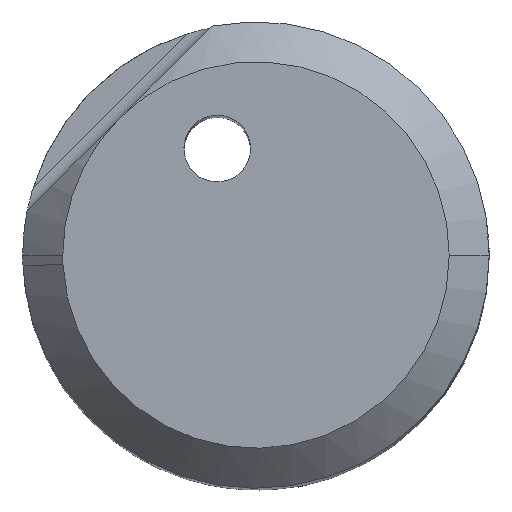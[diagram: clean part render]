
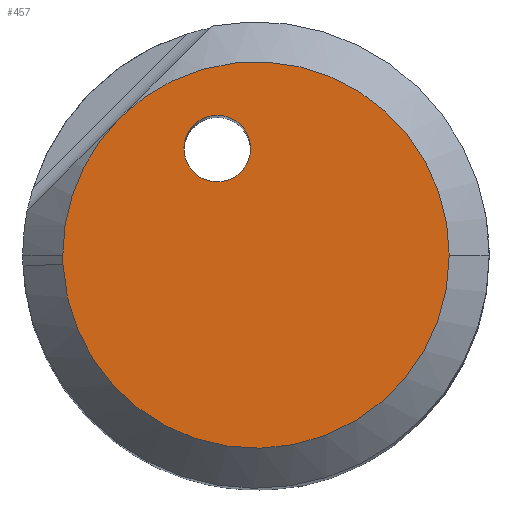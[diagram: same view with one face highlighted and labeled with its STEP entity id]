
A CAD part, top view. The second image highlights one B-rep face of the part: STEP entity #457.
In plain terms, the highlighted planar face has unit normal (0, 0, 1).
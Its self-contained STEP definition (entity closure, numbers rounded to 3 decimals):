
#183=AXIS2_PLACEMENT_3D('Circle Axis2P3D',#181,#182,$) ;
#394=AXIS2_PLACEMENT_3D('Circle Axis2P3D',#392,#393,$) ;
#419=AXIS2_PLACEMENT_3D('Plane Axis2P3D',#416,#417,#418) ;
#423=AXIS2_PLACEMENT_3D('Circle Axis2P3D',#421,#422,$) ;
#430=AXIS2_PLACEMENT_3D('Circle Axis2P3D',#428,#429,$) ;
#441=AXIS2_PLACEMENT_3D('Circle Axis2P3D',#439,#440,$) ;
#450=AXIS2_PLACEMENT_3D('Circle Axis2P3D',#448,#449,$) ;
#178=CARTESIAN_POINT('Vertex',(-2.9,0.,0.)) ;
#181=CARTESIAN_POINT('Axis2P3D Location',(0.,0.,0.)) ;
#185=CARTESIAN_POINT('Vertex',(-2.051,2.051,0.)) ;
#387=CARTESIAN_POINT('Vertex',(-2.897,-0.137,0.)) ;
#392=CARTESIAN_POINT('Axis2P3D Location',(0.,0.,0.)) ;
#416=CARTESIAN_POINT('Axis2P3D Location',(0.,0.,0.)) ;
#421=CARTESIAN_POINT('Axis2P3D Location',(0.,0.,0.)) ;
#425=CARTESIAN_POINT('Vertex',(2.9,0.,0.)) ;
#428=CARTESIAN_POINT('Axis2P3D Location',(0.,0.,0.)) ;
#439=CARTESIAN_POINT('Axis2P3D Location',(-0.581,1.597,0.)) ;
#443=CARTESIAN_POINT('Vertex',(-1.081,1.609,0.)) ;
#445=CARTESIAN_POINT('Vertex',(-0.082,1.586,0.)) ;
#448=CARTESIAN_POINT('Axis2P3D Location',(-0.581,1.597,0.)) ;
#182=DIRECTION('Axis2P3D Direction',(0.,0.,-1.)) ;
#393=DIRECTION('Axis2P3D Direction',(0.,0.,-1.)) ;
#417=DIRECTION('Axis2P3D Direction',(0.,0.,-1.)) ;
#418=DIRECTION('Axis2P3D XDirection',(-1.,0.,0.)) ;
#422=DIRECTION('Axis2P3D Direction',(0.,0.,-1.)) ;
#429=DIRECTION('Axis2P3D Direction',(0.,0.,-1.)) ;
#440=DIRECTION('Axis2P3D Direction',(0.,0.,-1.)) ;
#449=DIRECTION('Axis2P3D Direction',(0.,0.,-1.)) ;
#434=ORIENTED_EDGE('',*,*,#427,.F.) ;
#435=ORIENTED_EDGE('',*,*,#187,.F.) ;
#436=ORIENTED_EDGE('',*,*,#396,.F.) ;
#437=ORIENTED_EDGE('',*,*,#432,.F.) ;
#454=ORIENTED_EDGE('',*,*,#447,.T.) ;
#455=ORIENTED_EDGE('',*,*,#452,.T.) ;
#456=FACE_BOUND('',#453,.T.) ;
#457=ADVANCED_FACE('NOCUT',(#438,#456),#420,.F.) ;
#184=CIRCLE('generated circle',#183,2.9) ;
#395=CIRCLE('generated circle',#394,2.9) ;
#424=CIRCLE('generated circle',#423,2.9) ;
#431=CIRCLE('generated circle',#430,2.9) ;
#442=CIRCLE('generated circle',#441,0.5) ;
#451=CIRCLE('generated circle',#450,0.5) ;
#187=EDGE_CURVE('',#179,#186,#184,.T.) ;
#396=EDGE_CURVE('',#388,#179,#395,.T.) ;
#427=EDGE_CURVE('',#186,#426,#424,.T.) ;
#432=EDGE_CURVE('',#426,#388,#431,.T.) ;
#447=EDGE_CURVE('',#444,#446,#442,.T.) ;
#452=EDGE_CURVE('',#446,#444,#451,.T.) ;
#433=EDGE_LOOP('',(#434,#435,#436,#437)) ;
#453=EDGE_LOOP('',(#454,#455)) ;
#438=FACE_OUTER_BOUND('',#433,.T.) ;
#420=PLANE('',#419) ;
#179=VERTEX_POINT('',#178) ;
#186=VERTEX_POINT('',#185) ;
#388=VERTEX_POINT('',#387) ;
#426=VERTEX_POINT('',#425) ;
#444=VERTEX_POINT('',#443) ;
#446=VERTEX_POINT('',#445) ;
